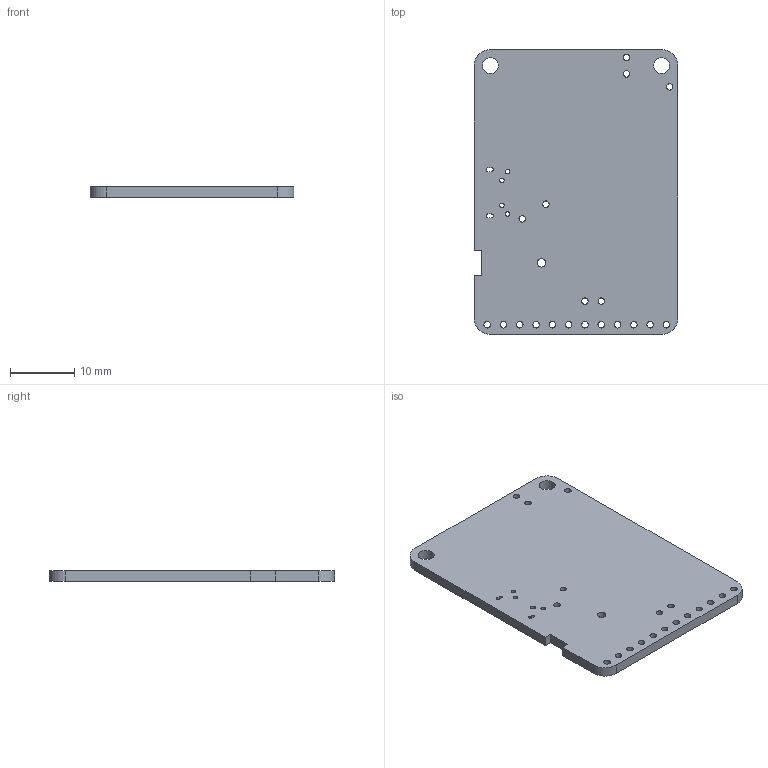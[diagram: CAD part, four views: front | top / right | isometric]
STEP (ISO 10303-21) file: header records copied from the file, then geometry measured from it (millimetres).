
FILE_DESCRIPTION(('KiCad electronic assembly'),'2;1');
FILE_NAME('Adafruit-FONA-800-GSM-Breakout.step','2022-12-20T17:04:11',( 'Pcbnew'),('Kicad'),'Open CASCADE STEP processor 7.6', 'KiCad to STEP converter','Unknown');
FILE_SCHEMA(('AUTOMOTIVE_DESIGN { 1 0 10303 214 1 1 1 1 }'));
Length unit declared in the file: millimetre
Products named in the file (2): Adafruit-FONA-800-GSM-Breakout 1; Adafruit-FONA-800-GSM-Breakout PCB
Assembly tree (1 placements, depth 2):
  Adafruit-FONA-800-GSM-Breakout 1
    Adafruit-FONA-800-GSM-Breakout PCB
Bounding box: 31.75 x 44.45 x 1.6 mm (x, y, z)
Volume: 2195.5 mm3; surface area: 3136.8 mm2
Topology: 1 solids, 1 shells, 56 faces, 162 edges, 108 vertices
Faces by surface type: cylinder 38, plane 18
Full cylindrical faces by diameter (mm): 0.7 x4, 1 x4, 1.016 x15, 1.3 x1, 2.5 x2
Entity records: 4367 total; most frequent: CARTESIAN_POINT 1116, DIRECTION 594, LINE 326, VECTOR 326, ORIENTED_EDGE 324, PCURVE 324, DEFINITIONAL_REPRESENTATION 324, EDGE_CURVE 162
